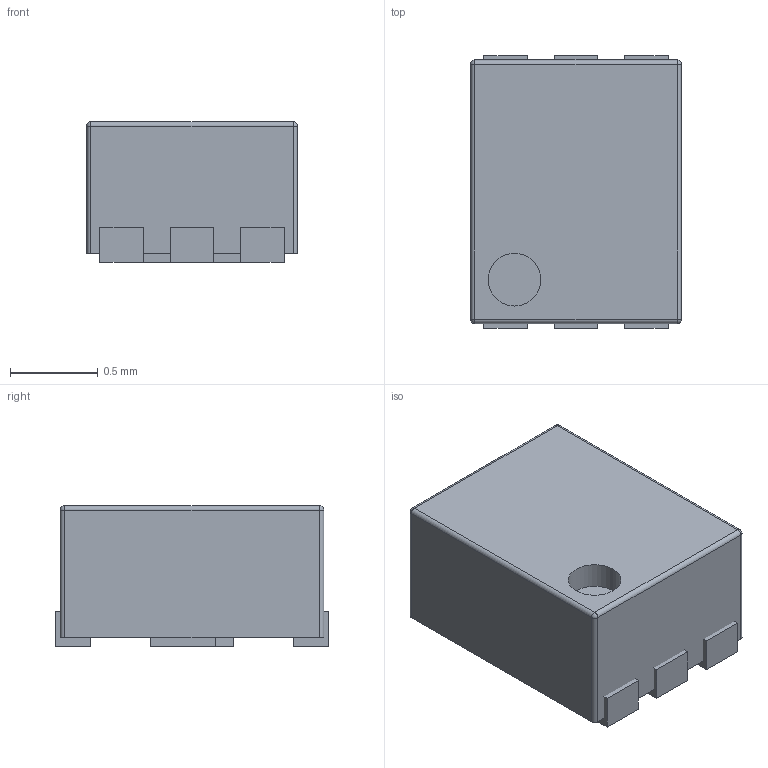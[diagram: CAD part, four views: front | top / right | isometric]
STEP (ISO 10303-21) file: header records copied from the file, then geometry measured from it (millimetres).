
FILE_DESCRIPTION(/* description */ ('STEP AP214'),/* implementation_level */ '2;1');
FILE_NAME(/* name */ '604d20a51b505b0dd1568ad0',/* time_stamp */ '2021-03-13T20:29:26+00:00',/* author */ (''),/* organization */ (''),/* preprocessor_version */ 'ST-DEVELOPER v18.1',/* originating_system */ ' ',/* authorisation */ ' ');
FILE_SCHEMA (('AUTOMOTIVE_DESIGN {1 0 10303 214 3 1 1}'));
Length unit declared in the file: metre
Products named in the file (8): Part 8; Part 7; Part 6; Part 5; Part 4; Part 3; Part 2; Part 1
Bounding box: 1.2 x 1.55 x 0.8 mm (x, y, z)
Volume: 1.4 mm3; surface area: 10.4 mm2
Topology: 8 solids, 8 shells, 63 faces, 130 edges, 80 vertices
Faces by surface type: plane 50, cylinder 9, sphere 4
Full cylindrical faces by diameter (mm): 0.3 x1
Entity records: 1818 total; most frequent: DIRECTION 285, CARTESIAN_POINT 276, ORIENTED_EDGE 250, EDGE_CURVE 125, LINE 107, VECTOR 107, AXIS2_PLACEMENT_3D 89, VERTEX_POINT 80
